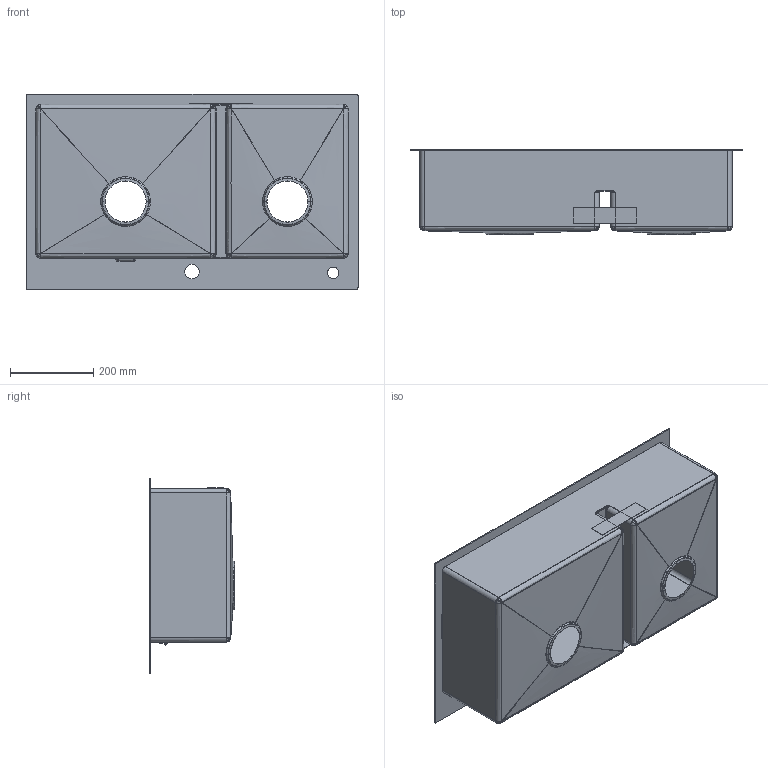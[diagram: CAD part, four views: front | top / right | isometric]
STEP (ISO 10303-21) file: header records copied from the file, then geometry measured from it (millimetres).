
FILE_DESCRIPTION((''),'2;1');
FILE_NAME('1301756','2017-09-04T',('ko87943'),(''),'CREO PARAMETRIC BY PTC INC, 2016130','CREO PARAMETRIC BY PTC INC, 2016130','');
FILE_SCHEMA(('CONFIG_CONTROL_DESIGN'));
Length unit declared in the file: millimetre
Products named in the file (1): 1301756
Bounding box: 800 x 205.69 x 470 mm (x, y, z)
Volume: 1191714.1 mm3; surface area: 1698176.7 mm2
Topology: 1 solids, 1 shells, 343 faces, 844 edges, 491 vertices
Faces by surface type: bspline 160, plane 60, cylinder 55, torus 34, cone 34
Entity records: 22621 total; most frequent: CARTESIAN_POINT 15440, ORIENTED_EDGE 1680, DIRECTION 1247, EDGE_CURVE 840, VERTEX_POINT 491, AXIS2_PLACEMENT_3D 486, EDGE_LOOP 355, FACE_OUTER_BOUND 343
